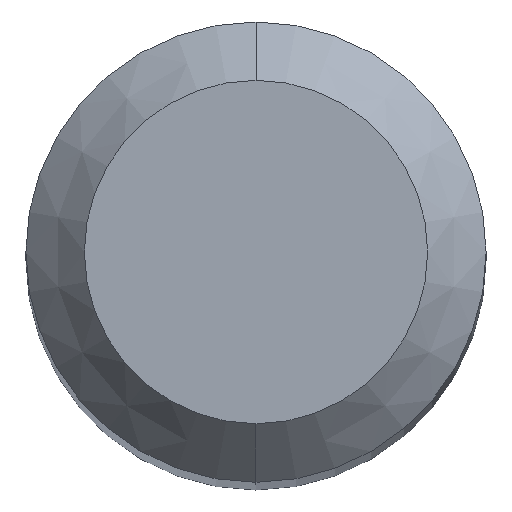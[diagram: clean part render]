
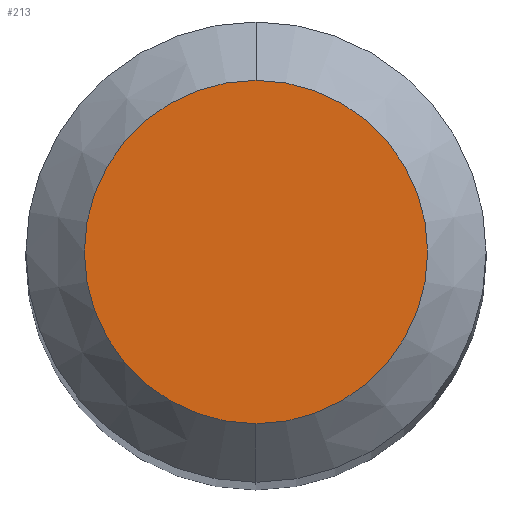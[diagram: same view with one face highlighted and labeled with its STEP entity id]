
A CAD part, top view. The second image highlights one B-rep face of the part: STEP entity #213.
In plain terms, the highlighted planar face has unit normal (0, 0, 1).
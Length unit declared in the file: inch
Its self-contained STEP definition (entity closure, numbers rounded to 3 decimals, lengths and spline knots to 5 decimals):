
#84 = CARTESIAN_POINT ( 'NONE',  ( 0., 0.04405, 0. ) ) ;
#106 = CARTESIAN_POINT ( 'NONE',  ( 0., 0., 0. ) ) ;
#115 = AXIS2_PLACEMENT_3D ( 'NONE', #453, #169, #256 ) ;
#119 = DIRECTION ( 'NONE',  ( 0., 0., -1. ) ) ;
#132 = VERTEX_POINT ( 'NONE', #481 ) ;
#139 = ORIENTED_EDGE ( 'NONE', *, *, #288, .T. ) ;
#142 = AXIS2_PLACEMENT_3D ( 'NONE', #321, #119, #278 ) ;
#147 = PLANE ( 'NONE',  #142 ) ;
#169 = DIRECTION ( 'NONE',  ( 0., 0., 1. ) ) ;
#213 = ADVANCED_FACE ( 'NONE', ( #332 ), #147, .F. ) ;
#256 = DIRECTION ( 'NONE',  ( 0., -1., 0. ) ) ;
#278 = DIRECTION ( 'NONE',  ( 0., 1., 0. ) ) ;
#288 = EDGE_CURVE ( 'NONE', #394, #132, #491, .T. ) ;
#321 = CARTESIAN_POINT ( 'NONE',  ( 0., 0.04405, 0. ) ) ;
#332 = FACE_OUTER_BOUND ( 'NONE', #352, .T. ) ;
#350 = CIRCLE ( 'NONE', #368, 0.04405 ) ;
#352 = EDGE_LOOP ( 'NONE', ( #139, #372 ) ) ;
#368 = AXIS2_PLACEMENT_3D ( 'NONE', #106, #395, #462 ) ;
#372 = ORIENTED_EDGE ( 'NONE', *, *, #432, .T. ) ;
#394 = VERTEX_POINT ( 'NONE', #84 ) ;
#395 = DIRECTION ( 'NONE',  ( 0., 0., 1. ) ) ;
#432 = EDGE_CURVE ( 'NONE', #132, #394, #350, .T. ) ;
#453 = CARTESIAN_POINT ( 'NONE',  ( 0., 0., 0. ) ) ;
#462 = DIRECTION ( 'NONE',  ( 0., -1., 0. ) ) ;
#481 = CARTESIAN_POINT ( 'NONE',  ( 0., -0.04405, 0. ) ) ;
#491 = CIRCLE ( 'NONE', #115, 0.04405 ) ;
